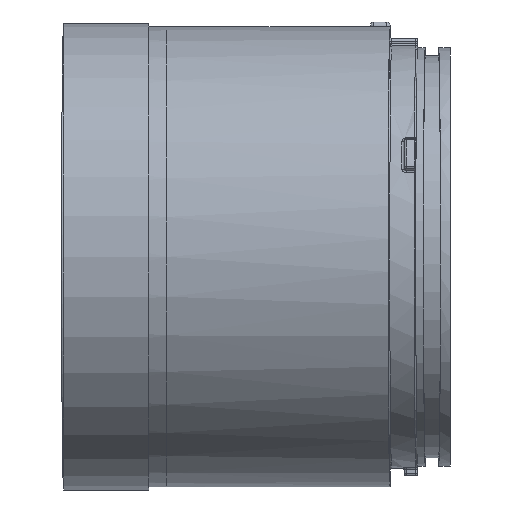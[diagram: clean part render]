
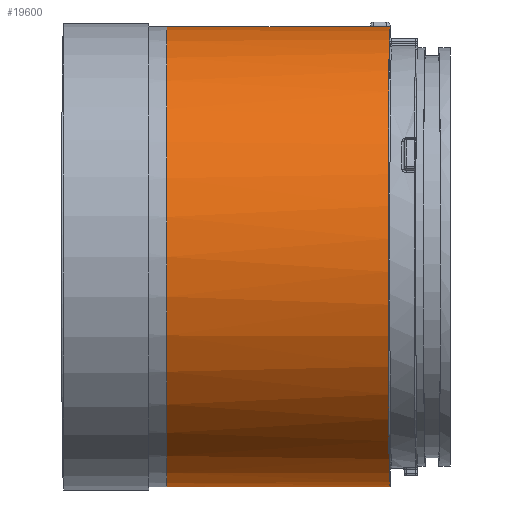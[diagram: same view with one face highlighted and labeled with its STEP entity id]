
A CAD part, left-side view. The second image highlights one B-rep face of the part: STEP entity #19600.
In plain terms, the highlighted cylindrical face has radius 35 mm (diameter 70 mm), a partial arc.
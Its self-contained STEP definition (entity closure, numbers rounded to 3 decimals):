
#13869=CARTESIAN_POINT('',(0.,0.,35.));
#13915=CARTESIAN_POINT('',(0.,34.,0.));
#13916=DIRECTION('',(0.,1.,0.));
#13917=DIRECTION('',(0.,0.,1.));
#13918=AXIS2_PLACEMENT_3D('',#13915,#13916,#13917);
#13920=DIRECTION('',(0.,1.,0.));
#13921=VECTOR('',#13920,31.);
#13922=CARTESIAN_POINT('',(0.,3.,-35.));
#13923=LINE('',#13922,#13921);
#13924=CARTESIAN_POINT('',(0.,3.,0.));
#13925=DIRECTION('',(0.,1.,0.));
#13926=DIRECTION('',(0.007,0.,-1.));
#13927=AXIS2_PLACEMENT_3D('',#13924,#13925,#13926);
#13929=DIRECTION('',(0.,1.,0.));
#13930=VECTOR('',#13929,2.);
#13931=CARTESIAN_POINT('',(0.75,0.5,-34.992));
#13932=LINE('',#13931,#13930);
#13933=CARTESIAN_POINT('',(0.254,0.001,
-34.999));
#13934=CARTESIAN_POINT('',(1.796,0.014,
-34.988));
#13935=CARTESIAN_POINT('',(4.87,0.043,
-34.764));
#13936=CARTESIAN_POINT('',(9.502,0.083,
-33.797));
#13937=CARTESIAN_POINT('',(13.998,0.122,
-32.198));
#13938=CARTESIAN_POINT('',(18.272,0.159,
-29.98));
#13939=CARTESIAN_POINT('',(22.176,0.194,
-27.218));
#13940=CARTESIAN_POINT('',(25.682,0.224,
-23.938));
#13941=CARTESIAN_POINT('',(28.692,0.25,
-20.234));
#13942=CARTESIAN_POINT('',(31.187,0.272,
-16.124));
#13943=CARTESIAN_POINT('',(33.086,0.289,
-11.745));
#13944=CARTESIAN_POINT('',(34.381,0.3,
-7.114));
#13945=CARTESIAN_POINT('',(35.028,0.306,
-2.387));
#13946=CARTESIAN_POINT('',(35.025,0.306,
2.422));
#13947=CARTESIAN_POINT('',(34.373,0.3,
7.149));
#13948=CARTESIAN_POINT('',(33.074,0.289,
11.778));
#13949=CARTESIAN_POINT('',(31.171,0.272,
16.155));
#13950=CARTESIAN_POINT('',(28.673,0.25,
20.261));
#13951=CARTESIAN_POINT('',(25.658,0.224,
23.965));
#13952=CARTESIAN_POINT('',(22.147,0.193,
27.243));
#13953=CARTESIAN_POINT('',(18.242,0.159,
29.998));
#13954=CARTESIAN_POINT('',(13.98,0.122,
32.206));
#13955=CARTESIAN_POINT('',(9.474,0.083,
33.807));
#13956=CARTESIAN_POINT('',(4.773,0.042,
34.782));
#13957=CARTESIAN_POINT('',(1.603,0.014,35.));
#13958=CARTESIAN_POINT('',(0.,0.,35.));
#13960=DIRECTION('',(0.,1.,0.));
#13961=VECTOR('',#13960,34.);
#13962=CARTESIAN_POINT('',(0.,0.,35.));
#13963=LINE('',#13962,#13961);
#13983=CARTESIAN_POINT('',(0.75,2.5,-34.992));
#13984=CARTESIAN_POINT('',(0.75,2.554,
-34.992));
#13985=CARTESIAN_POINT('',(0.733,2.657,
-34.992));
#13986=CARTESIAN_POINT('',(0.661,2.799,
-34.994));
#13987=CARTESIAN_POINT('',(0.549,2.911,
-34.996));
#13988=CARTESIAN_POINT('',(0.407,2.983,
-34.998));
#13989=CARTESIAN_POINT('',(0.304,3.,-34.999));
#13990=CARTESIAN_POINT('',(0.25,3.,-34.999));
#14008=CARTESIAN_POINT('',(0.254,0.001,
-34.999));
#14009=CARTESIAN_POINT('',(0.287,0.001,
-34.999));
#14010=CARTESIAN_POINT('',(0.352,0.007,
-34.998));
#14011=CARTESIAN_POINT('',(0.446,0.037,
-34.997));
#14012=CARTESIAN_POINT('',(0.532,0.083,
-34.996));
#14013=CARTESIAN_POINT('',(0.608,0.146,
-34.995));
#14014=CARTESIAN_POINT('',(0.67,0.222,
-34.994));
#14015=CARTESIAN_POINT('',(0.715,0.309,
-34.993));
#14016=CARTESIAN_POINT('',(0.744,0.403,
-34.992));
#14017=CARTESIAN_POINT('',(0.75,0.467,
-34.992));
#14018=CARTESIAN_POINT('',(0.75,0.5,-34.992));
#18932=CARTESIAN_POINT('',(0.75,0.5,-34.992));
#18933=CARTESIAN_POINT('',(0.75,2.5,-34.992));
#18934=VERTEX_POINT('',#18932);
#18935=VERTEX_POINT('',#18933);
#18936=CARTESIAN_POINT('',(0.,3.,-35.));
#18938=VERTEX_POINT('',#18936);
#18940=CARTESIAN_POINT('',(0.25,3.,-34.999));
#18941=VERTEX_POINT('',#18940);
#18943=VERTEX_POINT('',#14008);
#18945=VERTEX_POINT('',#13869);
#18946=CARTESIAN_POINT('',(0.,34.,-35.));
#18947=CARTESIAN_POINT('',(0.,34.,35.));
#18948=VERTEX_POINT('',#18946);
#18949=VERTEX_POINT('',#18947);
#19580=CARTESIAN_POINT('',(0.,-1.85,0.));
#19581=DIRECTION('',(0.,1.,0.));
#19582=DIRECTION('',(0.,0.,-1.));
#19583=AXIS2_PLACEMENT_3D('',#19580,#19581,#19582);
#19584=CYLINDRICAL_SURFACE('',#19583,35.);
#19585=ORIENTED_EDGE('',*,*,#19569,.T.);
#19586=ORIENTED_EDGE('',*,*,#19558,.F.);
#19588=ORIENTED_EDGE('',*,*,#19587,.F.);
#19590=ORIENTED_EDGE('',*,*,#19589,.F.);
#19592=ORIENTED_EDGE('',*,*,#19591,.F.);
#19594=ORIENTED_EDGE('',*,*,#19593,.F.);
#19596=ORIENTED_EDGE('',*,*,#19595,.T.);
#19597=ORIENTED_EDGE('',*,*,#19546,.T.);
#19598=EDGE_LOOP('',(#19585,#19586,#19588,#19590,#19592,#19594,#19596,#19597));
#19599=FACE_OUTER_BOUND('',#19598,.F.);
#19600=ADVANCED_FACE('',(#19599),#19584,.T.);
#13919=CIRCLE('',#13918,35.);
#13928=CIRCLE('',#13927,35.);
#13959=B_SPLINE_CURVE_WITH_KNOTS('',3,(#13933,#13934,#13935,#13936,#13937,
#13938,#13939,#13940,#13941,#13942,#13943,#13944,#13945,#13946,#13947,#13948,
#13949,#13950,#13951,#13952,#13953,#13954,#13955,#13956,#13957,#13958),
.UNSPECIFIED.,.F.,.F.,(4,1,1,1,1,1,1,1,1,1,1,1,1,1,1,1,1,1,1,1,1,1,1,4),(0.,
0.043,0.087,0.13,0.174,
0.217,0.261,0.304,0.348,
0.391,0.435,0.478,0.522,
0.565,0.609,0.652,0.696,
0.739,0.783,0.826,0.87,
0.913,0.957,1.),.UNSPECIFIED.);
#13991=B_SPLINE_CURVE_WITH_KNOTS('',3,(#13983,#13984,#13985,#13986,#13987,
#13988,#13989,#13990),.UNSPECIFIED.,.F.,.F.,(4,1,1,1,1,4),(0.,0.2,0.4,
0.6,0.8,1.),.UNSPECIFIED.);
#14019=B_SPLINE_CURVE_WITH_KNOTS('',3,(#14008,#14009,#14010,#14011,#14012,
#14013,#14014,#14015,#14016,#14017,#14018),.UNSPECIFIED.,.F.,.F.,(4,1,1,1,1,1,1,
1,4),(0.,0.125,0.25,0.375,0.5,0.625,0.75,0.875,1.),
.UNSPECIFIED.);
#19546=EDGE_CURVE('',#18945,#18949,#13963,.T.);
#19558=EDGE_CURVE('',#18938,#18948,#13923,.T.);
#19569=EDGE_CURVE('',#18949,#18948,#13919,.T.);
#19587=EDGE_CURVE('',#18941,#18938,#13928,.T.);
#19589=EDGE_CURVE('',#18935,#18941,#13991,.T.);
#19591=EDGE_CURVE('',#18934,#18935,#13932,.T.);
#19593=EDGE_CURVE('',#18943,#18934,#14019,.T.);
#19595=EDGE_CURVE('',#18943,#18945,#13959,.T.);
